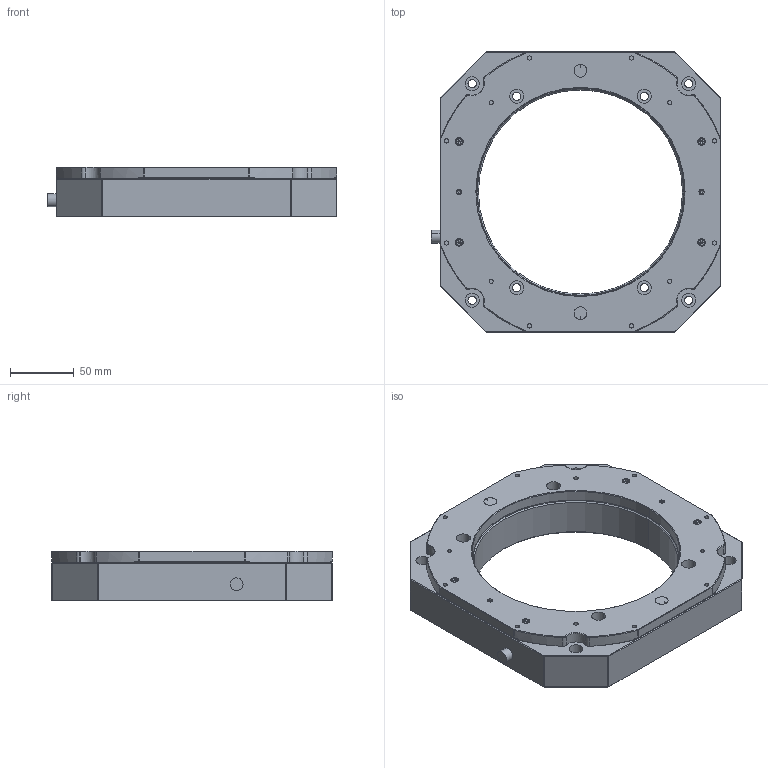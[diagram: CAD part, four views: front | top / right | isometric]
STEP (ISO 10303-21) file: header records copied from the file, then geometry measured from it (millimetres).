
FILE_DESCRIPTION (( 'STEP AP203' ), '1' );
FILE_NAME ('P77.K160-B1外形三维-21.09.03.STEP', '2021-09-03T02:43:08', ( 'Windows 用户' ), ( '微软中国' ), 'SwSTEP 2.0', 'SolidWorks 2016', '' );
FILE_SCHEMA (( 'CONFIG_CONTROL_DESIGN' ));
Length unit declared in the file: millimetre
Products named in the file (1): P77.K160-B1外形三维-21.09.03
Bounding box: 227 x 220 x 39 mm (x, y, z)
Volume: 934349.2 mm3; surface area: 153989.6 mm2
Topology: 11 solids, 11 shells, 491 faces, 1158 edges, 693 vertices
Faces by surface type: plane 189, cylinder 168, cone 126, torus 8
Entity records: 14067 total; most frequent: DIRECTION 2612, CARTESIAN_POINT 2365, ORIENTED_EDGE 2264, EDGE_CURVE 1132, AXIS2_PLACEMENT_3D 1004, VERTEX_POINT 693, VECTOR 604, LINE 604
